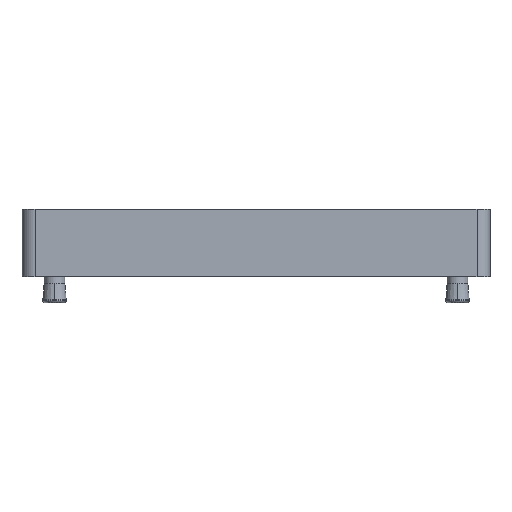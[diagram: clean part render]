
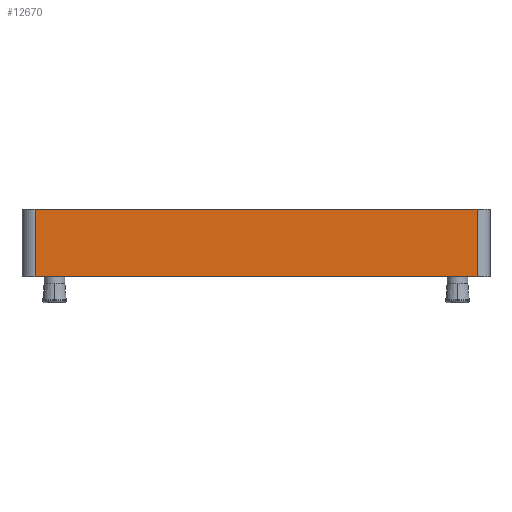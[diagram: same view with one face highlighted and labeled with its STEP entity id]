
A CAD part, front view. The second image highlights one B-rep face of the part: STEP entity #12670.
In plain terms, the highlighted face is planar.
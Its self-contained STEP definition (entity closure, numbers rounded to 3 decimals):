
#4680=CARTESIAN_POINT('',(-15.15,146.968,-5.2));
#4690=DIRECTION('',(0.,0.,-1.));
#4700=VECTOR('',#4690,1.);
#4710=LINE('',#4680,#4700);
#4720=CARTESIAN_POINT('',(-15.15,146.968,
0.));
#4730=VERTEX_POINT('',#4720);
#4740=CARTESIAN_POINT('',(-15.15,146.968,-5.2));
#4750=VERTEX_POINT('',#4740);
#4760=EDGE_CURVE('',#4730,#4750,#4710,.T.);
#6020=CARTESIAN_POINT('',(-15.15,112.968,
0.));
#6030=VERTEX_POINT('',#6020);
#6060=CARTESIAN_POINT('',(-15.15,112.968,-5.2));
#6070=DIRECTION('',(0.,0.,-1.));
#6080=VECTOR('',#6070,1.);
#6090=LINE('',#6060,#6080);
#6100=CARTESIAN_POINT('',(-15.15,112.968,-5.2));
#6110=VERTEX_POINT('',#6100);
#6120=EDGE_CURVE('',#6030,#6110,#6090,.T.);
#10280=CARTESIAN_POINT('',(-15.15,0.,0.));
#10290=DIRECTION('',(0.,-1.,0.));
#10300=VECTOR('',#10290,1.);
#10310=LINE('',#10280,#10300);
#10320=EDGE_CURVE('',#4730,#6030,#10310,.T.);
#12510=CARTESIAN_POINT('',(-15.15,129.968,
0.));
#12520=DIRECTION('',(1.,0.,0.));
#12530=DIRECTION('',(0.,-1.,0.));
#12540=AXIS2_PLACEMENT_3D('',#12510,#12520,#12530);
#12550=PLANE('',#12540);
#12560=ORIENTED_EDGE('',*,*,#6120,.T.);
#12570=ORIENTED_EDGE('',*,*,#10320,.T.);
#12580=ORIENTED_EDGE('',*,*,#4760,.F.);
#12590=CARTESIAN_POINT('',(-15.15,0.,-5.2));
#12600=DIRECTION('',(0.,1.,0.));
#12610=VECTOR('',#12600,1.);
#12620=LINE('',#12590,#12610);
#12630=EDGE_CURVE('',#6110,#4750,#12620,.T.);
#12640=ORIENTED_EDGE('',*,*,#12630,.T.);
#12650=EDGE_LOOP('',(#12640,#12580,#12570,#12560));
#12660=FACE_OUTER_BOUND('',#12650,.T.);
#12670=ADVANCED_FACE('',(#12660),#12550,.T.);
